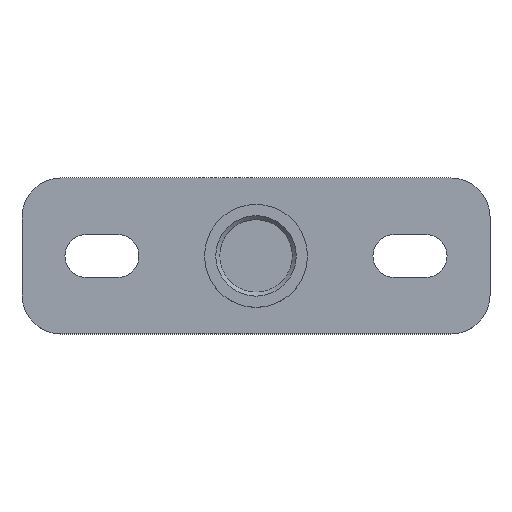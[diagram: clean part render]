
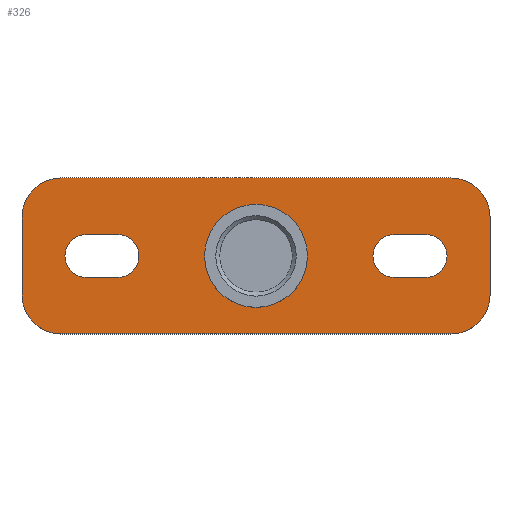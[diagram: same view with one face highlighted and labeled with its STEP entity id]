
A CAD part, top view. The second image highlights one B-rep face of the part: STEP entity #326.
In plain terms, the highlighted planar face has unit normal (0, 0, 1).
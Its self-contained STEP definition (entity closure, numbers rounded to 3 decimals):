
#164=CARTESIAN_POINT('',(-13.2,0.,4.0));
#165=VERTEX_POINT('',#164);
#166=CARTESIAN_POINT('',(0.,0.,4.0));
#167=DIRECTION('',(0.0,0.0,-1.0));
#168=DIRECTION('',(1.0,0.0,0.0));
#169=AXIS2_PLACEMENT_3D('',#166,#167,#168);
#170=CIRCLE('',#169,13.2);
#171=EDGE_CURVE('',#165,#165,#170,.T.);
#176=CARTESIAN_POINT('',(0.,0.,4.0));
#177=DIRECTION('',(0.0,0.0,1.0));
#178=DIRECTION('',(1.0,0.0,0.0));
#179=AXIS2_PLACEMENT_3D('',#176,#177,#178);
#180=PLANE('',#179);
#181=CARTESIAN_POINT('',(-60.0,10.,4.0));
#182=VERTEX_POINT('',#181);
#183=CARTESIAN_POINT('',(-50.0,20.,4.0));
#184=VERTEX_POINT('',#183);
#185=CARTESIAN_POINT('',(-50.0,10.,4.0));
#186=DIRECTION('',(0.0,0.0,-1.0));
#187=DIRECTION('',(-0.707,0.707,0.0));
#188=AXIS2_PLACEMENT_3D('',#185,#186,#187);
#189=CIRCLE('',#188,10.);
#190=EDGE_CURVE('',#182,#184,#189,.T.);
#191=ORIENTED_EDGE('',*,*,#190,.F.);
#192=CARTESIAN_POINT('',(-60.0,-10.,4.0));
#193=VERTEX_POINT('',#192);
#194=CARTESIAN_POINT('',(-60.0,-10.,4.0));
#195=DIRECTION('',(0.0,1.0,0.0));
#196=VECTOR('',#195,20.0);
#197=LINE('',#194,#196);
#198=EDGE_CURVE('',#193,#182,#197,.T.);
#199=ORIENTED_EDGE('',*,*,#198,.F.);
#200=CARTESIAN_POINT('',(-50.0,-20.,4.0));
#201=VERTEX_POINT('',#200);
#202=CARTESIAN_POINT('',(-50.0,-10.,4.0));
#203=DIRECTION('',(0.0,0.0,-1.0));
#204=DIRECTION('',(-0.707,-0.707,0.0));
#205=AXIS2_PLACEMENT_3D('',#202,#203,#204);
#206=CIRCLE('',#205,10.);
#207=EDGE_CURVE('',#201,#193,#206,.T.);
#208=ORIENTED_EDGE('',*,*,#207,.F.);
#209=CARTESIAN_POINT('',(50.0,-20.,4.0));
#210=VERTEX_POINT('',#209);
#211=CARTESIAN_POINT('',(50.0,-20.,4.0));
#212=DIRECTION('',(-1.0,0.0,0.0));
#213=VECTOR('',#212,100.0);
#214=LINE('',#211,#213);
#215=EDGE_CURVE('',#210,#201,#214,.T.);
#216=ORIENTED_EDGE('',*,*,#215,.F.);
#217=CARTESIAN_POINT('',(60.0,-10.,4.0));
#218=VERTEX_POINT('',#217);
#219=CARTESIAN_POINT('',(50.0,-10.,4.0));
#220=DIRECTION('',(0.0,0.0,-1.0));
#221=DIRECTION('',(0.707,-0.707,0.0));
#222=AXIS2_PLACEMENT_3D('',#219,#220,#221);
#223=CIRCLE('',#222,10.);
#224=EDGE_CURVE('',#218,#210,#223,.T.);
#225=ORIENTED_EDGE('',*,*,#224,.F.);
#226=CARTESIAN_POINT('',(60.0,10.,4.0));
#227=VERTEX_POINT('',#226);
#228=CARTESIAN_POINT('',(60.0,10.,4.0));
#229=DIRECTION('',(0.0,-1.0,0.0));
#230=VECTOR('',#229,20.);
#231=LINE('',#228,#230);
#232=EDGE_CURVE('',#227,#218,#231,.T.);
#233=ORIENTED_EDGE('',*,*,#232,.F.);
#234=CARTESIAN_POINT('',(50.0,20.,4.0));
#235=VERTEX_POINT('',#234);
#236=CARTESIAN_POINT('',(50.0,10.,4.0));
#237=DIRECTION('',(0.0,0.0,-1.0));
#238=DIRECTION('',(0.707,0.707,0.0));
#239=AXIS2_PLACEMENT_3D('',#236,#237,#238);
#240=CIRCLE('',#239,10.);
#241=EDGE_CURVE('',#235,#227,#240,.T.);
#242=ORIENTED_EDGE('',*,*,#241,.F.);
#243=CARTESIAN_POINT('',(-50.0,20.,4.0));
#244=DIRECTION('',(1.0,0.0,0.0));
#245=VECTOR('',#244,100.0);
#246=LINE('',#243,#245);
#247=EDGE_CURVE('',#184,#235,#246,.T.);
#248=ORIENTED_EDGE('',*,*,#247,.F.);
#249=EDGE_LOOP('',(#191,#199,#208,#216,#225,#233,#242,#248));
#250=FACE_OUTER_BOUND('',#249,.T.);
#251=CARTESIAN_POINT('',(-35.5,5.5,4.0));
#252=VERTEX_POINT('',#251);
#253=CARTESIAN_POINT('',(-35.5,-5.5,4.0));
#254=VERTEX_POINT('',#253);
#255=CARTESIAN_POINT('',(-35.5,0.0,4.0));
#256=DIRECTION('',(0.0,0.0,-1.0));
#257=DIRECTION('',(0.0,1.0,0.0));
#258=AXIS2_PLACEMENT_3D('',#255,#256,#257);
#259=CIRCLE('',#258,5.5);
#260=EDGE_CURVE('',#252,#254,#259,.T.);
#261=ORIENTED_EDGE('',*,*,#260,.T.);
#262=CARTESIAN_POINT('',(-43.5,-5.5,4.0));
#263=VERTEX_POINT('',#262);
#264=CARTESIAN_POINT('',(-35.5,-5.5,4.0));
#265=DIRECTION('',(-1.0,0.0,0.0));
#266=VECTOR('',#265,8.0);
#267=LINE('',#264,#266);
#268=EDGE_CURVE('',#254,#263,#267,.T.);
#269=ORIENTED_EDGE('',*,*,#268,.T.);
#270=CARTESIAN_POINT('',(-43.5,5.5,4.0));
#271=VERTEX_POINT('',#270);
#272=CARTESIAN_POINT('',(-43.5,0.0,4.0));
#273=DIRECTION('',(0.0,0.0,-1.0));
#274=DIRECTION('',(0.0,-1.0,0.0));
#275=AXIS2_PLACEMENT_3D('',#272,#273,#274);
#276=CIRCLE('',#275,5.5);
#277=EDGE_CURVE('',#263,#271,#276,.T.);
#278=ORIENTED_EDGE('',*,*,#277,.T.);
#279=CARTESIAN_POINT('',(-43.5,5.5,4.0));
#280=DIRECTION('',(1.0,0.0,0.0));
#281=VECTOR('',#280,8.);
#282=LINE('',#279,#281);
#283=EDGE_CURVE('',#271,#252,#282,.T.);
#284=ORIENTED_EDGE('',*,*,#283,.T.);
#285=EDGE_LOOP('',(#261,#269,#278,#284));
#286=FACE_BOUND('',#285,.T.);
#287=CARTESIAN_POINT('',(35.5,-5.5,4.0));
#288=VERTEX_POINT('',#287);
#289=CARTESIAN_POINT('',(35.5,5.5,4.0));
#290=VERTEX_POINT('',#289);
#291=CARTESIAN_POINT('',(35.5,0.0,4.0));
#292=DIRECTION('',(0.0,0.0,-1.0));
#293=DIRECTION('',(0.0,1.0,0.0));
#294=AXIS2_PLACEMENT_3D('',#291,#292,#293);
#295=CIRCLE('',#294,5.5);
#296=EDGE_CURVE('',#288,#290,#295,.T.);
#297=ORIENTED_EDGE('',*,*,#296,.T.);
#298=CARTESIAN_POINT('',(43.5,5.5,4.0));
#299=VERTEX_POINT('',#298);
#300=CARTESIAN_POINT('',(35.5,5.5,4.0));
#301=DIRECTION('',(1.0,0.0,0.0));
#302=VECTOR('',#301,8.);
#303=LINE('',#300,#302);
#304=EDGE_CURVE('',#290,#299,#303,.T.);
#305=ORIENTED_EDGE('',*,*,#304,.T.);
#306=CARTESIAN_POINT('',(43.5,-5.5,4.0));
#307=VERTEX_POINT('',#306);
#308=CARTESIAN_POINT('',(43.5,0.0,4.0));
#309=DIRECTION('',(0.0,0.0,-1.0));
#310=DIRECTION('',(0.0,-1.0,0.0));
#311=AXIS2_PLACEMENT_3D('',#308,#309,#310);
#312=CIRCLE('',#311,5.5);
#313=EDGE_CURVE('',#299,#307,#312,.T.);
#314=ORIENTED_EDGE('',*,*,#313,.T.);
#315=CARTESIAN_POINT('',(43.5,-5.5,4.0));
#316=DIRECTION('',(-1.0,0.0,0.0));
#317=VECTOR('',#316,8.0);
#318=LINE('',#315,#317);
#319=EDGE_CURVE('',#307,#288,#318,.T.);
#320=ORIENTED_EDGE('',*,*,#319,.T.);
#321=EDGE_LOOP('',(#297,#305,#314,#320));
#322=FACE_BOUND('',#321,.T.);
#323=ORIENTED_EDGE('',*,*,#171,.T.);
#324=EDGE_LOOP('',(#323));
#325=FACE_BOUND('',#324,.T.);
#326=ADVANCED_FACE('',(#250,#286,#322,#325),#180,.T.);
